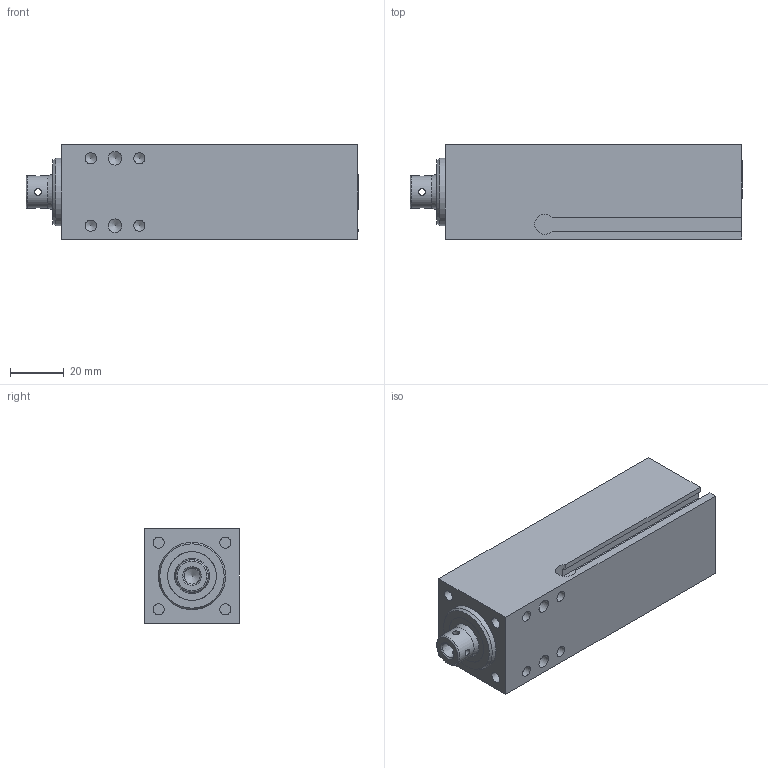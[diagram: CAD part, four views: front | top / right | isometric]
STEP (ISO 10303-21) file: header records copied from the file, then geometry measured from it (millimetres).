
FILE_DESCRIPTION((''),'2;1');
FILE_NAME('Modell Mini-Stiftziehzylinder SZK 25-20-T03.stp','2011-02-04T12:22:45',('merg'),(''),'Autodesk Inventor 2010','Autodesk Inventor 2010','');
FILE_SCHEMA(('AUTOMOTIVE_DESIGN { 1 0 10303 214 1 1 1 1 }'));
Length unit declared in the file: millimetre
Products named in the file (6): 276804 Modell Mini-Stiftziehzylinder SZK 25-20-T03; 276805 Gehäuse SZK 25-20-T03 NEU; 276977 Kolbenstange SZK 25-20; 273538 Deckel PKSR 25.1; 273799 Verschlußstopfen G1-8; 212325 Abstreifer 12x20x7 NBR
Assembly tree (5 placements, depth 2):
  276804 Modell Mini-Stiftziehzylinder SZK 25-20-T03
    276805 Gehäuse SZK 25-20-T03 NEU
    276977 Kolbenstange SZK 25-20
    273538 Deckel PKSR 25.1
    273799 Verschlußstopfen G1-8
    212325 Abstreifer 12x20x7 NBR
Bounding box: 123 x 35 x 35 mm (x, y, z)
Volume: 104693 mm3; surface area: 40038.6 mm2
Topology: 5 solids, 5 shells, 164 faces, 372 edges, 243 vertices
Faces by surface type: bspline 57, plane 47, cylinder 34, cone 24, torus 2
Full cylindrical faces by diameter (mm): 2.5 x4, 4.134 x4, 5 x2, 6 x1, 8 x1, 9.53 x1, 12 x3, 12.5 x2, 14 x2, 18 x2, 19 x1, 20 x2, 22.8 x1, 25 x2, 28 x3
Entity records: 5067 total; most frequent: CARTESIAN_POINT 1926, DIRECTION 582, ORIENTED_EDGE 466, EDGE_LOOP 307, AXIS2_PLACEMENT_3D 252, EDGE_CURVE 233, VERTEX_POINT 202, FACE_OUTER_BOUND 164
